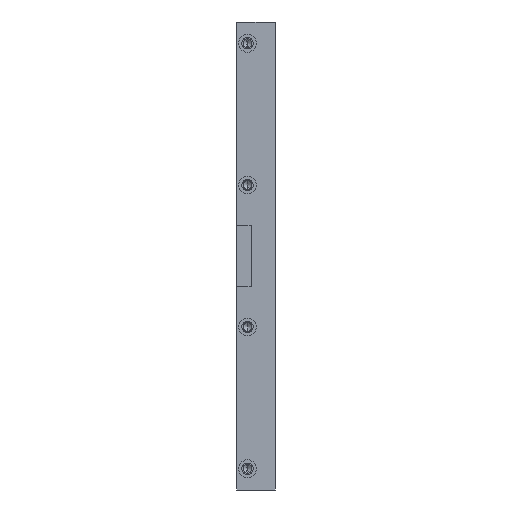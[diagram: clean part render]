
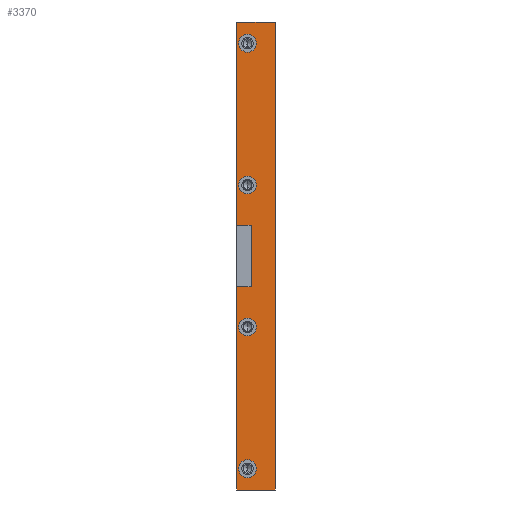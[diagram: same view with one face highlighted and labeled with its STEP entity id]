
A CAD part, left-side view. The second image highlights one B-rep face of the part: STEP entity #3370.
In plain terms, the highlighted face is planar.
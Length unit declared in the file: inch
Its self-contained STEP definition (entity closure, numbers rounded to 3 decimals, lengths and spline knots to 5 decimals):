
#24 = EDGE_LOOP ( 'NONE', ( #343, #4551 ) ) ;
#26 = DIRECTION ( 'NONE',  ( 0., 0., -1. ) ) ;
#52 = VECTOR ( 'NONE', #2318, 39.37008 ) ;
#150 = FACE_BOUND ( 'NONE', #24, .T. ) ;
#179 = EDGE_CURVE ( 'NONE', #4603, #2205, #5802, .T. ) ;
#180 = EDGE_CURVE ( 'NONE', #4176, #4040, #2616, .T. ) ;
#236 = ORIENTED_EDGE ( 'NONE', *, *, #179, .T. ) ;
#274 = EDGE_CURVE ( 'NONE', #6233, #5031, #800, .T. ) ;
#343 = ORIENTED_EDGE ( 'NONE', *, *, #180, .F. ) ;
#399 = CARTESIAN_POINT ( 'NONE',  ( 0., 0., -9.3275 ) ) ;
#467 = ORIENTED_EDGE ( 'NONE', *, *, #6413, .F. ) ;
#525 = DIRECTION ( 'NONE',  ( 0., -1., 0. ) ) ;
#537 = VERTEX_POINT ( 'NONE', #3595 ) ;
#555 = VERTEX_POINT ( 'NONE', #2525 ) ;
#584 = EDGE_LOOP ( 'NONE', ( #3282, #6620 ) ) ;
#611 = CARTESIAN_POINT ( 'NONE',  ( 0., -0.375, -10.75 ) ) ;
#623 = CIRCLE ( 'NONE', #6334, 0.3125 ) ;
#738 = DIRECTION ( 'NONE',  ( 0., 0., 1. ) ) ;
#745 = VERTEX_POINT ( 'NONE', #6624 ) ;
#795 = LINE ( 'NONE', #3335, #52 ) ;
#800 = LINE ( 'NONE', #3351, #5079 ) ;
#810 = ORIENTED_EDGE ( 'NONE', *, *, #4278, .F. ) ;
#877 = CARTESIAN_POINT ( 'NONE',  ( 0., -0.375, -1.0625 ) ) ;
#902 = CARTESIAN_POINT ( 'NONE',  ( 0., -0.375, -0.75 ) ) ;
#909 = DIRECTION ( 'NONE',  ( 0., 0., -1. ) ) ;
#1006 = DIRECTION ( 'NONE',  ( 0., 0., -1. ) ) ;
#1008 = ORIENTED_EDGE ( 'NONE', *, *, #5845, .F. ) ;
#1036 = CIRCLE ( 'NONE', #3922, 0.3125 ) ;
#1067 = CIRCLE ( 'NONE', #3673, 0.3125 ) ;
#1093 = DIRECTION ( 'NONE',  ( 0., 0., -1. ) ) ;
#1099 = CARTESIAN_POINT ( 'NONE',  ( 0., -0.375, -15.4375 ) ) ;
#1255 = DIRECTION ( 'NONE',  ( 1., 0., 0. ) ) ;
#1361 = LINE ( 'NONE', #5619, #5867 ) ;
#1362 = CARTESIAN_POINT ( 'NONE',  ( 0., -0.375, -15.75 ) ) ;
#1410 = EDGE_LOOP ( 'NONE', ( #467, #236, #2882, #2288, #1851, #1008, #6563, #810 ) ) ;
#1426 = DIRECTION ( 'NONE',  ( 1., 0., 0. ) ) ;
#1439 = DIRECTION ( 'NONE',  ( 0., 0., -1. ) ) ;
#1449 = DIRECTION ( 'NONE',  ( 1., 0., 0. ) ) ;
#1455 = AXIS2_PLACEMENT_3D ( 'NONE', #611, #3276, #5903 ) ;
#1523 = VECTOR ( 'NONE', #5178, 39.37008 ) ;
#1562 = CARTESIAN_POINT ( 'NONE',  ( 0., -0.5, -9.3275 ) ) ;
#1631 = VECTOR ( 'NONE', #525, 39.37008 ) ;
#1851 = ORIENTED_EDGE ( 'NONE', *, *, #3878, .F. ) ;
#1853 = CARTESIAN_POINT ( 'NONE',  ( 0., -0.375, -11.0625 ) ) ;
#1893 = AXIS2_PLACEMENT_3D ( 'NONE', #4762, #2649, #26 ) ;
#2179 = DIRECTION ( 'NONE',  ( 0., 1., 0. ) ) ;
#2205 = VERTEX_POINT ( 'NONE', #2662 ) ;
#2288 = ORIENTED_EDGE ( 'NONE', *, *, #5881, .T. ) ;
#2294 = EDGE_CURVE ( 'NONE', #2477, #745, #5577, .T. ) ;
#2318 = DIRECTION ( 'NONE',  ( 0., 0., 1. ) ) ;
#2341 = CARTESIAN_POINT ( 'NONE',  ( 0., -0.5, -9.3275 ) ) ;
#2384 = LINE ( 'NONE', #5717, #6467 ) ;
#2426 = CARTESIAN_POINT ( 'NONE',  ( 0., -0.5, -7.1725 ) ) ;
#2477 = VERTEX_POINT ( 'NONE', #3412 ) ;
#2525 = CARTESIAN_POINT ( 'NONE',  ( 0., -0.375, -16.0625 ) ) ;
#2604 = CARTESIAN_POINT ( 'NONE',  ( 0., -0.375, -5.75 ) ) ;
#2616 = CIRCLE ( 'NONE', #5334, 0.3125 ) ;
#2634 = EDGE_CURVE ( 'NONE', #2205, #4928, #6505, .T. ) ;
#2649 = DIRECTION ( 'NONE',  ( 1., 0., 0. ) ) ;
#2662 = CARTESIAN_POINT ( 'NONE',  ( 0., 0., -7.1725 ) ) ;
#2729 = DIRECTION ( 'NONE',  ( 0., 0., 1. ) ) ;
#2854 = FACE_OUTER_BOUND ( 'NONE', #1410, .T. ) ;
#2882 = ORIENTED_EDGE ( 'NONE', *, *, #2634, .T. ) ;
#3036 = CIRCLE ( 'NONE', #5521, 0.3125 ) ;
#3142 = ORIENTED_EDGE ( 'NONE', *, *, #4364, .F. ) ;
#3187 = ORIENTED_EDGE ( 'NONE', *, *, #2294, .F. ) ;
#3251 = EDGE_CURVE ( 'NONE', #537, #4065, #3687, .T. ) ;
#3276 = DIRECTION ( 'NONE',  ( 1., 0., 0. ) ) ;
#3282 = ORIENTED_EDGE ( 'NONE', *, *, #6581, .F. ) ;
#3335 = CARTESIAN_POINT ( 'NONE',  ( 0., -1.35, -16.5 ) ) ;
#3351 = CARTESIAN_POINT ( 'NONE',  ( 0., 0., -16.5 ) ) ;
#3370 = ADVANCED_FACE ( 'NONE', ( #150, #6534, #5482, #5320, #2854 ), #5940, .F. ) ;
#3412 = CARTESIAN_POINT ( 'NONE',  ( 0., -0.375, -6.0625 ) ) ;
#3416 = DIRECTION ( 'NONE',  ( -1., 0., 0. ) ) ;
#3455 = CARTESIAN_POINT ( 'NONE',  ( 0., -1.35, -16.5 ) ) ;
#3578 = ORIENTED_EDGE ( 'NONE', *, *, #5719, .F. ) ;
#3595 = CARTESIAN_POINT ( 'NONE',  ( 0., -0.375, -10.4375 ) ) ;
#3673 = AXIS2_PLACEMENT_3D ( 'NONE', #2604, #4144, #1006 ) ;
#3687 = CIRCLE ( 'NONE', #1455, 0.3125 ) ;
#3701 = DIRECTION ( 'NONE',  ( 1., 0., 0. ) ) ;
#3722 = VERTEX_POINT ( 'NONE', #1099 ) ;
#3838 = VERTEX_POINT ( 'NONE', #4374 ) ;
#3847 = DIRECTION ( 'NONE',  ( 0., 0., -1. ) ) ;
#3878 = EDGE_CURVE ( 'NONE', #4947, #3838, #795, .T. ) ;
#3922 = AXIS2_PLACEMENT_3D ( 'NONE', #6324, #4819, #5859 ) ;
#4040 = VERTEX_POINT ( 'NONE', #4508 ) ;
#4065 = VERTEX_POINT ( 'NONE', #1853 ) ;
#4144 = DIRECTION ( 'NONE',  ( 1., 0., 0. ) ) ;
#4176 = VERTEX_POINT ( 'NONE', #877 ) ;
#4188 = EDGE_CURVE ( 'NONE', #4040, #4176, #623, .T. ) ;
#4274 = CARTESIAN_POINT ( 'NONE',  ( 0., -0.375, -0.75 ) ) ;
#4278 = EDGE_CURVE ( 'NONE', #6777, #5031, #5470, .T. ) ;
#4325 = AXIS2_PLACEMENT_3D ( 'NONE', #4904, #1255, #3847 ) ;
#4364 = EDGE_CURVE ( 'NONE', #3722, #555, #6113, .T. ) ;
#4374 = CARTESIAN_POINT ( 'NONE',  ( 0., -1.35, 0. ) ) ;
#4395 = DIRECTION ( 'NONE',  ( 0., 0., 1. ) ) ;
#4448 = ORIENTED_EDGE ( 'NONE', *, *, #5838, .F. ) ;
#4461 = CARTESIAN_POINT ( 'NONE',  ( 0., 0., -16.5 ) ) ;
#4508 = CARTESIAN_POINT ( 'NONE',  ( 0., -0.375, -0.4375 ) ) ;
#4551 = ORIENTED_EDGE ( 'NONE', *, *, #4188, .F. ) ;
#4603 = VERTEX_POINT ( 'NONE', #2426 ) ;
#4624 = DIRECTION ( 'NONE',  ( 0., -1., 0. ) ) ;
#4762 = CARTESIAN_POINT ( 'NONE',  ( 0., -0.375, -15.75 ) ) ;
#4819 = DIRECTION ( 'NONE',  ( 1., 0., 0. ) ) ;
#4904 = CARTESIAN_POINT ( 'NONE',  ( 0., -0.375, -5.75 ) ) ;
#4907 = CARTESIAN_POINT ( 'NONE',  ( 0., 0., -16.5 ) ) ;
#4928 = VERTEX_POINT ( 'NONE', #4956 ) ;
#4947 = VERTEX_POINT ( 'NONE', #3455 ) ;
#4956 = CARTESIAN_POINT ( 'NONE',  ( 0., 0., 0. ) ) ;
#5031 = VERTEX_POINT ( 'NONE', #399 ) ;
#5079 = VECTOR ( 'NONE', #738, 39.37008 ) ;
#5131 = VECTOR ( 'NONE', #2729, 39.37008 ) ;
#5161 = VECTOR ( 'NONE', #2179, 39.37008 ) ;
#5162 = EDGE_LOOP ( 'NONE', ( #3187, #4448 ) ) ;
#5178 = DIRECTION ( 'NONE',  ( 0., 1., 0. ) ) ;
#5202 = CARTESIAN_POINT ( 'NONE',  ( 0., 0., -16.5 ) ) ;
#5320 = FACE_BOUND ( 'NONE', #5746, .T. ) ;
#5324 = CARTESIAN_POINT ( 'NONE',  ( 0., -0.5, -7.1725 ) ) ;
#5334 = AXIS2_PLACEMENT_3D ( 'NONE', #4274, #3701, #1093 ) ;
#5470 = LINE ( 'NONE', #1562, #1523 ) ;
#5482 = FACE_BOUND ( 'NONE', #584, .T. ) ;
#5521 = AXIS2_PLACEMENT_3D ( 'NONE', #1362, #1449, #909 ) ;
#5577 = CIRCLE ( 'NONE', #4325, 0.3125 ) ;
#5595 = AXIS2_PLACEMENT_3D ( 'NONE', #4907, #3416, #4395 ) ;
#5619 = CARTESIAN_POINT ( 'NONE',  ( 0., -0.5, -7.1725 ) ) ;
#5717 = CARTESIAN_POINT ( 'NONE',  ( 0., 0., 0. ) ) ;
#5719 = EDGE_CURVE ( 'NONE', #555, #3722, #3036, .T. ) ;
#5746 = EDGE_LOOP ( 'NONE', ( #3578, #3142 ) ) ;
#5802 = LINE ( 'NONE', #5324, #5161 ) ;
#5838 = EDGE_CURVE ( 'NONE', #745, #2477, #1067, .T. ) ;
#5845 = EDGE_CURVE ( 'NONE', #6233, #4947, #6056, .T. ) ;
#5859 = DIRECTION ( 'NONE',  ( 0., 0., -1. ) ) ;
#5862 = CARTESIAN_POINT ( 'NONE',  ( 0., 0., -16.5 ) ) ;
#5867 = VECTOR ( 'NONE', #1439, 39.37008 ) ;
#5881 = EDGE_CURVE ( 'NONE', #4928, #3838, #2384, .T. ) ;
#5903 = DIRECTION ( 'NONE',  ( 0., 0., -1. ) ) ;
#5940 = PLANE ( 'NONE',  #5595 ) ;
#6056 = LINE ( 'NONE', #5202, #1631 ) ;
#6113 = CIRCLE ( 'NONE', #1893, 0.3125 ) ;
#6233 = VERTEX_POINT ( 'NONE', #4461 ) ;
#6324 = CARTESIAN_POINT ( 'NONE',  ( 0., -0.375, -10.75 ) ) ;
#6334 = AXIS2_PLACEMENT_3D ( 'NONE', #902, #1426, #6660 ) ;
#6413 = EDGE_CURVE ( 'NONE', #4603, #6777, #1361, .T. ) ;
#6467 = VECTOR ( 'NONE', #4624, 39.37008 ) ;
#6505 = LINE ( 'NONE', #5862, #5131 ) ;
#6534 = FACE_BOUND ( 'NONE', #5162, .T. ) ;
#6563 = ORIENTED_EDGE ( 'NONE', *, *, #274, .T. ) ;
#6581 = EDGE_CURVE ( 'NONE', #4065, #537, #1036, .T. ) ;
#6620 = ORIENTED_EDGE ( 'NONE', *, *, #3251, .F. ) ;
#6624 = CARTESIAN_POINT ( 'NONE',  ( 0., -0.375, -5.4375 ) ) ;
#6660 = DIRECTION ( 'NONE',  ( 0., 0., -1. ) ) ;
#6777 = VERTEX_POINT ( 'NONE', #2341 ) ;
